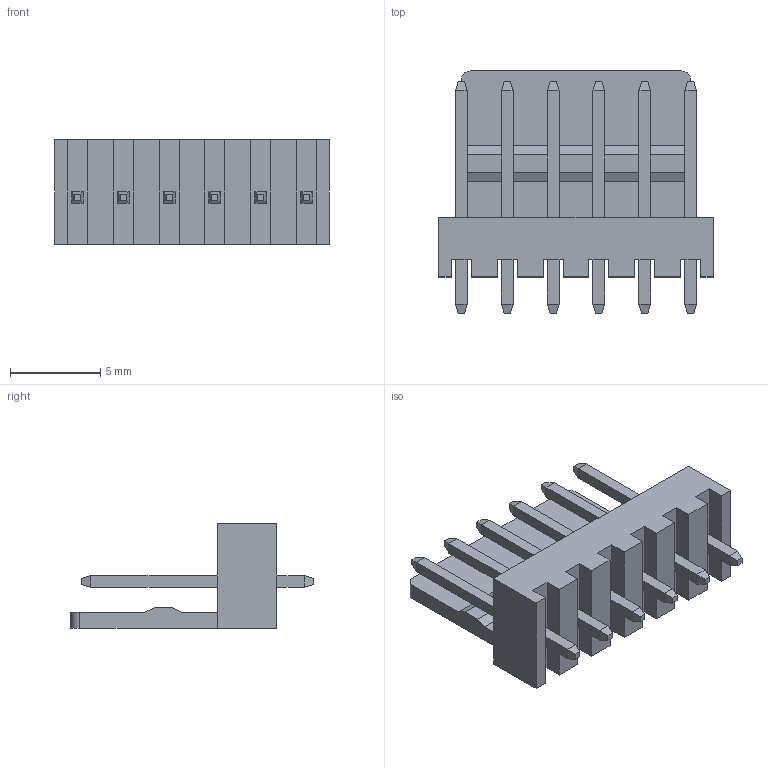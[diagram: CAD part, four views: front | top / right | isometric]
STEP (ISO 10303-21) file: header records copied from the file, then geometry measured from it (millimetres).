
FILE_DESCRIPTION (( 'STEP AP214' ), '1' );
FILE_NAME ('User Library-2510-6pin_step.STEP', '2020-04-23T07:50:14', ( '' ), ( '' ), 'SwSTEP 2.0', 'SolidWorks 2019', '' );
FILE_SCHEMA (( 'AUTOMOTIVE_DESIGN' ));
Length unit declared in the file: millimetre
Products named in the file (1): User Library-2510-6pin_step
Bounding box: 15.2 x 13.4 x 5.8 mm (x, y, z)
Volume: 376.5 mm3; surface area: 744.4 mm2
Topology: 1 solids, 1 shells, 148 faces, 354 edges, 220 vertices
Faces by surface type: plane 146, cylinder 2
Entity records: 4601 total; most frequent: CARTESIAN_POINT 723, ORIENTED_EDGE 708, DIRECTION 656, EDGE_CURVE 354, LINE 350, VECTOR 350, VERTEX_POINT 220, EDGE_LOOP 160
